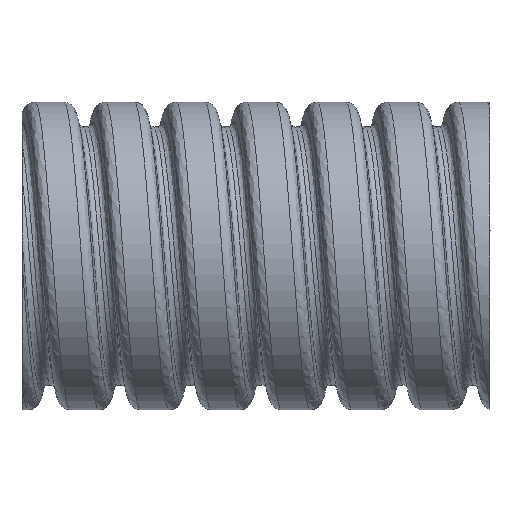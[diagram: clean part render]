
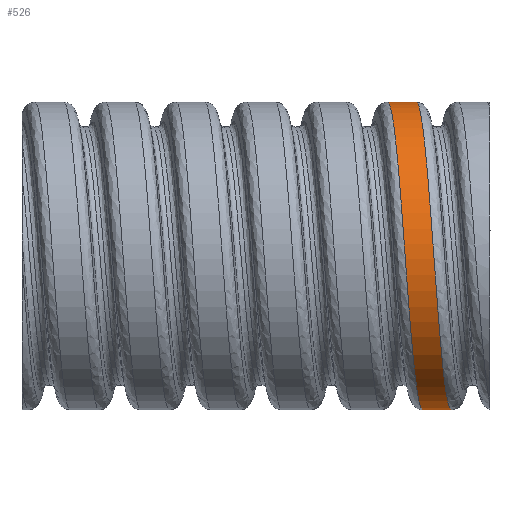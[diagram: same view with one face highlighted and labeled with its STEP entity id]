
A CAD part, front view. The second image highlights one B-rep face of the part: STEP entity #526.
In plain terms, the highlighted cylindrical face has radius 49.35 mm (diameter 98.7 mm), a partial arc.
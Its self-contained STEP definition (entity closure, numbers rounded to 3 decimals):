
#526 = ADVANCED_FACE ( 'NONE', ( #2567 ), #15021, .T. ) ;
#1080 = CARTESIAN_POINT ( 'NONE',  ( -21.834, -3.884, -49.35 ) ) ;
#1376 = CARTESIAN_POINT ( 'NONE',  ( -32.285, -7.72, 48.742 ) ) ;
#1474 = CARTESIAN_POINT ( 'NONE',  ( 0., 0., 0. ) ) ;
#1625 = VERTEX_POINT ( 'NONE', #14399 ) ;
#2020 = CARTESIAN_POINT ( 'NONE',  ( -12.634, -3.884, -49.35 ) ) ;
#2567 = FACE_OUTER_BOUND ( 'NONE', #16906, .T. ) ;
#2806 = CARTESIAN_POINT ( 'NONE',  ( -32.85, 0., 49.35 ) ) ;
#2976 = DIRECTION ( 'NONE',  ( -1., 0., 0. ) ) ;
#3580 = CARTESIAN_POINT ( 'NONE',  ( -23.65, 0., 49.35 ) ) ;
#3757 = CARTESIAN_POINT ( 'NONE',  ( -22.52, -15.44, 47.52 ) ) ;
#3829 = CARTESIAN_POINT ( 'NONE',  ( -23.366, -3.884, 49.35 ) ) ;
#3974 = CARTESIAN_POINT ( 'NONE',  ( -13.48, -15.44, -47.52 ) ) ;
#4161 = ORIENTED_EDGE ( 'NONE', *, *, #8547, .F. ) ;
#4412 = CARTESIAN_POINT ( 'NONE',  ( -27.2, -49.965, 0. ) ) ;
#4631 = CARTESIAN_POINT ( 'NONE',  ( -28.33, -47.52, 15.44 ) ) ;
#5340 =( BOUNDED_CURVE ( )  B_SPLINE_CURVE ( 2, ( #20234, #2020, #12022, #3974, #15331, #8753, #12097, #15536, #5573, #5643, #5430, #16980, #13671, #7301, #13601, #15253, #20302, #5360, #16913, #3757, #13744, #3829, #18709 ),
 .UNSPECIFIED., .F., .T. ) 
 B_SPLINE_CURVE_WITH_KNOTS ( ( 3, 2, 2, 2, 2, 2, 2, 2, 2, 2, 2, 3 ),
 ( 0.153, 0.156, 0.161, 0.167, 0.172, 0.178, 0.183, 0.189, 0.194, 0.2, 0.206, 0.208 ),
 .UNSPECIFIED. ) 
 CURVE ( )  GEOMETRIC_REPRESENTATION_ITEM ( )  RATIONAL_B_SPLINE_CURVE ( ( 0.994, 0.994, 1., 0.988, 1., 0.988, 1., 0.988, 1., 0.988, 1., 0.988, 1., 0.988, 1., 0.988, 1., 0.988, 1., 0.988, 1., 0.994, 0.994 ) ) 
 REPRESENTATION_ITEM ( '' )  );
#5360 = CARTESIAN_POINT ( 'NONE',  ( -21.39, -29.369, 40.423 ) ) ;
#5430 = CARTESIAN_POINT ( 'NONE',  ( -17.435, -48.742, -7.72 ) ) ;
#5573 = CARTESIAN_POINT ( 'NONE',  ( -16.305, -43.971, -22.404 ) ) ;
#5643 = CARTESIAN_POINT ( 'NONE',  ( -16.87, -47.52, -15.44 ) ) ;
#6083 = CARTESIAN_POINT ( 'NONE',  ( -28.895, -43.971, 22.404 ) ) ;
#6303 = CARTESIAN_POINT ( 'NONE',  ( -30.59, -29.369, 40.423 ) ) ;
#7117 = ORIENTED_EDGE ( 'NONE', *, *, #16589, .T. ) ;
#7301 = CARTESIAN_POINT ( 'NONE',  ( -19.13, -47.52, 15.44 ) ) ;
#7735 = CARTESIAN_POINT ( 'NONE',  ( -31.155, -22.404, 43.971 ) ) ;
#7859 = EDGE_CURVE ( 'NONE', #9887, #19962, #5340, .T. ) ;
#7956 = CARTESIAN_POINT ( 'NONE',  ( -22.68, -15.44, -47.52 ) ) ;
#8133 = DIRECTION ( 'NONE',  ( 0., 0., 1. ) ) ;
#8228 = VECTOR ( 'NONE', #14544, 1000. ) ;
#8547 = EDGE_CURVE ( 'NONE', #14064, #1625, #20040, .T. ) ;
#8753 = CARTESIAN_POINT ( 'NONE',  ( -14.61, -29.369, -40.423 ) ) ;
#9562 = CARTESIAN_POINT ( 'NONE',  ( 0., 0., -49.35 ) ) ;
#9622 = CARTESIAN_POINT ( 'NONE',  ( -21.55, 0., -49.35 ) ) ;
#9796 = VECTOR ( 'NONE', #2976, 1000. ) ;
#9887 = VERTEX_POINT ( 'NONE', #18676 ) ;
#11009 = CARTESIAN_POINT ( 'NONE',  ( -22.115, -7.72, -48.742 ) ) ;
#11085 = CARTESIAN_POINT ( 'NONE',  ( -30.025, -34.896, 34.896 ) ) ;
#11152 = CARTESIAN_POINT ( 'NONE',  ( -24.94, -40.423, -29.369 ) ) ;
#11229 = CARTESIAN_POINT ( 'NONE',  ( -32.566, -3.884, 49.35 ) ) ;
#11299 = CARTESIAN_POINT ( 'NONE',  ( -27.765, -48.742, 7.72 ) ) ;
#12022 = CARTESIAN_POINT ( 'NONE',  ( -12.915, -7.72, -48.742 ) ) ;
#12097 = CARTESIAN_POINT ( 'NONE',  ( -15.175, -34.896, -34.896 ) ) ;
#12664 = CARTESIAN_POINT ( 'NONE',  ( -23.81, -29.369, -40.423 ) ) ;
#12737 = CARTESIAN_POINT ( 'NONE',  ( -21.55, 0., -49.35 ) ) ;
#12772 = ORIENTED_EDGE ( 'NONE', *, *, #17398, .F. ) ;
#13601 = CARTESIAN_POINT ( 'NONE',  ( -19.695, -43.971, 22.404 ) ) ;
#13671 = CARTESIAN_POINT ( 'NONE',  ( -18.565, -48.742, 7.72 ) ) ;
#13744 = CARTESIAN_POINT ( 'NONE',  ( -23.085, -7.72, 48.742 ) ) ;
#14064 = VERTEX_POINT ( 'NONE', #9622 ) ;
#14318 = CARTESIAN_POINT ( 'NONE',  ( -26.635, -48.742, -7.72 ) ) ;
#14399 = CARTESIAN_POINT ( 'NONE',  ( -32.85, 0., 49.35 ) ) ;
#14537 = CARTESIAN_POINT ( 'NONE',  ( -26.07, -47.52, -15.44 ) ) ;
#14544 = DIRECTION ( 'NONE',  ( -1., 0., 0. ) ) ;
#14639 = DIRECTION ( 'NONE',  ( -1., 0., 0. ) ) ;
#15021 = CYLINDRICAL_SURFACE ( 'NONE', #16473, 49.35 ) ;
#15253 = CARTESIAN_POINT ( 'NONE',  ( -20.26, -40.423, 29.369 ) ) ;
#15331 = CARTESIAN_POINT ( 'NONE',  ( -14.045, -22.404, -43.971 ) ) ;
#15536 = CARTESIAN_POINT ( 'NONE',  ( -15.74, -40.423, -29.369 ) ) ;
#15971 = LINE ( 'NONE', #9562, #8228 ) ;
#15975 = CARTESIAN_POINT ( 'NONE',  ( -24.375, -34.896, -34.896 ) ) ;
#16325 = ORIENTED_EDGE ( 'NONE', *, *, #7859, .T. ) ;
#16473 = AXIS2_PLACEMENT_3D ( 'NONE', #1474, #14639, #8133 ) ;
#16589 = EDGE_CURVE ( 'NONE', #19962, #1625, #16740, .T. ) ;
#16740 = LINE ( 'NONE', #17800, #9796 ) ;
#16906 = EDGE_LOOP ( 'NONE', ( #12772, #16325, #7117, #4161 ) ) ;
#16913 = CARTESIAN_POINT ( 'NONE',  ( -21.955, -22.404, 43.971 ) ) ;
#16980 = CARTESIAN_POINT ( 'NONE',  ( -18., -49.965, 0. ) ) ;
#17398 = EDGE_CURVE ( 'NONE', #9887, #14064, #15971, .T. ) ;
#17626 = CARTESIAN_POINT ( 'NONE',  ( -29.46, -40.423, 29.369 ) ) ;
#17800 = CARTESIAN_POINT ( 'NONE',  ( 0., 0., 49.35 ) ) ;
#18676 = CARTESIAN_POINT ( 'NONE',  ( -12.35, 0., -49.35 ) ) ;
#18709 = CARTESIAN_POINT ( 'NONE',  ( -23.65, 0., 49.35 ) ) ;
#19437 = CARTESIAN_POINT ( 'NONE',  ( -25.505, -43.971, -22.404 ) ) ;
#19962 = VERTEX_POINT ( 'NONE', #3580 ) ;
#20040 =( BOUNDED_CURVE ( )  B_SPLINE_CURVE ( 2, ( #12737, #1080, #11009, #7956, #21161, #12664, #15975, #11152, #19437, #14537, #14318, #4412, #11299, #4631, #6083, #17626, #11085, #6303, #7735, #20947, #1376, #11229, #2806 ),
 .UNSPECIFIED., .F., .F. ) 
 B_SPLINE_CURVE_WITH_KNOTS ( ( 3, 2, 2, 2, 2, 2, 2, 2, 2, 2, 2, 3 ),
 ( 0.153, 0.156, 0.161, 0.167, 0.172, 0.178, 0.183, 0.189, 0.194, 0.2, 0.206, 0.208 ),
 .UNSPECIFIED. ) 
 CURVE ( )  GEOMETRIC_REPRESENTATION_ITEM ( )  RATIONAL_B_SPLINE_CURVE ( ( 0.994, 0.994, 1., 0.988, 1., 0.988, 1., 0.988, 1., 0.988, 1., 0.988, 1., 0.988, 1., 0.988, 1., 0.988, 1., 0.988, 1., 0.994, 0.994 ) ) 
 REPRESENTATION_ITEM ( '' )  );
#20234 = CARTESIAN_POINT ( 'NONE',  ( -12.35, 0., -49.35 ) ) ;
#20302 = CARTESIAN_POINT ( 'NONE',  ( -20.825, -34.896, 34.896 ) ) ;
#20947 = CARTESIAN_POINT ( 'NONE',  ( -31.72, -15.44, 47.52 ) ) ;
#21161 = CARTESIAN_POINT ( 'NONE',  ( -23.245, -22.404, -43.971 ) ) ;
